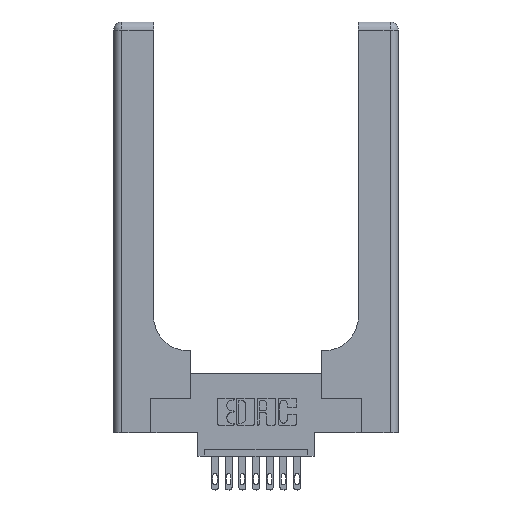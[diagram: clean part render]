
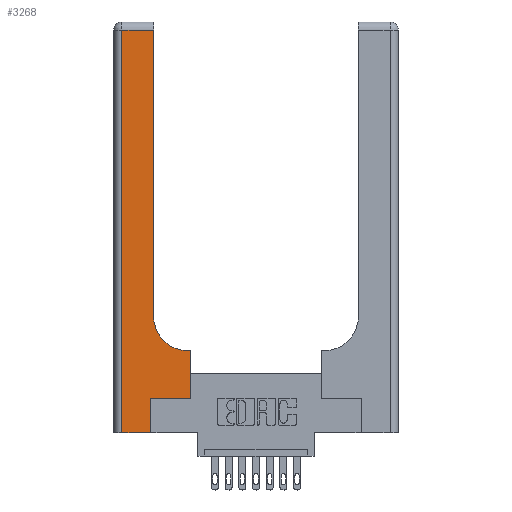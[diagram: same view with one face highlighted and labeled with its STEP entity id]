
A CAD part, top view. The second image highlights one B-rep face of the part: STEP entity #3268.
In plain terms, the highlighted planar face has unit normal (0, 0, 1).
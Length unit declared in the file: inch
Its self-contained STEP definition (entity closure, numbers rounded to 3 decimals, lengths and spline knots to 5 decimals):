
#86 = EDGE_CURVE ( 'NONE', #263, #11044, #2616, .T. ) ;
#130 = CARTESIAN_POINT ( 'NONE',  ( 0.2915, 2.94, 0.37 ) ) ;
#263 = VERTEX_POINT ( 'NONE', #8490 ) ;
#596 = CARTESIAN_POINT ( 'NONE',  ( 0.06, 3., 0.37 ) ) ;
#659 = CARTESIAN_POINT ( 'NONE',  ( 0.06, 2.94, 0.37 ) ) ;
#980 = AXIS2_PLACEMENT_3D ( 'NONE', #3712, #11866, #13029 ) ;
#1129 = VERTEX_POINT ( 'NONE', #9007 ) ;
#2078 = DIRECTION ( 'NONE',  ( 0., 1., 0. ) ) ;
#2616 = LINE ( 'NONE', #15076, #14219 ) ;
#2704 = VECTOR ( 'NONE', #11278, 39.37008 ) ;
#3089 = CARTESIAN_POINT ( 'NONE',  ( 0.269, 0.25, 0.37 ) ) ;
#3268 = ADVANCED_FACE ( 'NONE', ( #5822 ), #8514, .F. ) ;
#3533 = VECTOR ( 'NONE', #6059, 39.37008 ) ;
#3598 = LINE ( 'NONE', #5302, #2704 ) ;
#3712 = CARTESIAN_POINT ( 'NONE',  ( 0., 3., 0.37 ) ) ;
#4255 = LINE ( 'NONE', #6169, #3533 ) ;
#4466 = VECTOR ( 'NONE', #2078, 39.37008 ) ;
#4534 = DIRECTION ( 'NONE',  ( 0., 1., 0. ) ) ;
#5302 = CARTESIAN_POINT ( 'NONE',  ( 0., 0., 0.37 ) ) ;
#5539 = ORIENTED_EDGE ( 'NONE', *, *, #86, .T. ) ;
#5661 = CARTESIAN_POINT ( 'NONE',  ( 0.5585, 0.25, 0.37 ) ) ;
#5800 = CARTESIAN_POINT ( 'NONE',  ( 0., 2.94, 0.37 ) ) ;
#5822 = FACE_OUTER_BOUND ( 'NONE', #12316, .T. ) ;
#6023 = CARTESIAN_POINT ( 'NONE',  ( 0.5585, 0.25, 0.37 ) ) ;
#6059 = DIRECTION ( 'NONE',  ( 0., 1., 0. ) ) ;
#6086 = DIRECTION ( 'NONE',  ( 1., 0., 0. ) ) ;
#6169 = CARTESIAN_POINT ( 'NONE',  ( 0.2915, 3., 0.37 ) ) ;
#6245 = VERTEX_POINT ( 'NONE', #130 ) ;
#6482 = DIRECTION ( 'NONE',  ( 0., -1., 0. ) ) ;
#6631 = VERTEX_POINT ( 'NONE', #12212 ) ;
#6884 = ORIENTED_EDGE ( 'NONE', *, *, #12450, .T. ) ;
#7293 = VECTOR ( 'NONE', #10400, 39.37008 ) ;
#8490 = CARTESIAN_POINT ( 'NONE',  ( 0.269, 0., 0.37 ) ) ;
#8514 = PLANE ( 'NONE',  #980 ) ;
#8599 = AXIS2_PLACEMENT_3D ( 'NONE', #12134, #8632, #6086 ) ;
#8632 = DIRECTION ( 'NONE',  ( 0., 0., -1. ) ) ;
#9007 = CARTESIAN_POINT ( 'NONE',  ( 0.5415, 0.6, 0.37 ) ) ;
#9110 = CARTESIAN_POINT ( 'NONE',  ( 0.2915, 0.6, 0.37 ) ) ;
#9533 = EDGE_CURVE ( 'NONE', #1129, #10116, #14972, .T. ) ;
#9712 = VECTOR ( 'NONE', #13502, 39.37008 ) ;
#9903 = VERTEX_POINT ( 'NONE', #11569 ) ;
#9929 = EDGE_CURVE ( 'NONE', #6245, #12337, #14036, .T. ) ;
#10023 = ORIENTED_EDGE ( 'NONE', *, *, #12780, .T. ) ;
#10086 = ORIENTED_EDGE ( 'NONE', *, *, #9929, .T. ) ;
#10116 = VERTEX_POINT ( 'NONE', #13144 ) ;
#10400 = DIRECTION ( 'NONE',  ( -1., 0., 0. ) ) ;
#10445 = LINE ( 'NONE', #9110, #7293 ) ;
#11044 = VERTEX_POINT ( 'NONE', #15112 ) ;
#11136 = EDGE_CURVE ( 'NONE', #6631, #1129, #10445, .T. ) ;
#11278 = DIRECTION ( 'NONE',  ( 1., 0., 0. ) ) ;
#11569 = CARTESIAN_POINT ( 'NONE',  ( 0.06, 0., 0.37 ) ) ;
#11581 = EDGE_CURVE ( 'NONE', #9903, #263, #3598, .T. ) ;
#11608 = ORIENTED_EDGE ( 'NONE', *, *, #11581, .T. ) ;
#11779 = EDGE_CURVE ( 'NONE', #11044, #12640, #14283, .T. ) ;
#11866 = DIRECTION ( 'NONE',  ( 0., 0., -1. ) ) ;
#12134 = CARTESIAN_POINT ( 'NONE',  ( 0.5415, 0.85, 0.37 ) ) ;
#12212 = CARTESIAN_POINT ( 'NONE',  ( 0.5585, 0.6, 0.37 ) ) ;
#12241 = VECTOR ( 'NONE', #6482, 39.37008 ) ;
#12316 = EDGE_LOOP ( 'NONE', ( #14506, #10086, #10023, #11608, #5539, #12924, #6884, #13775, #15009 ) ) ;
#12337 = VERTEX_POINT ( 'NONE', #659 ) ;
#12418 = LINE ( 'NONE', #596, #12241 ) ;
#12450 = EDGE_CURVE ( 'NONE', #12640, #6631, #13544, .T. ) ;
#12640 = VERTEX_POINT ( 'NONE', #6023 ) ;
#12731 = DIRECTION ( 'NONE',  ( -1., 0., 0. ) ) ;
#12780 = EDGE_CURVE ( 'NONE', #12337, #9903, #12418, .T. ) ;
#12924 = ORIENTED_EDGE ( 'NONE', *, *, #11779, .T. ) ;
#13029 = DIRECTION ( 'NONE',  ( -1., 0., 0. ) ) ;
#13144 = CARTESIAN_POINT ( 'NONE',  ( 0.2915, 0.85, 0.37 ) ) ;
#13263 = EDGE_CURVE ( 'NONE', #10116, #6245, #4255, .T. ) ;
#13502 = DIRECTION ( 'NONE',  ( 1., 0., 0. ) ) ;
#13544 = LINE ( 'NONE', #5661, #4466 ) ;
#13775 = ORIENTED_EDGE ( 'NONE', *, *, #11136, .T. ) ;
#13870 = VECTOR ( 'NONE', #12731, 39.37008 ) ;
#14036 = LINE ( 'NONE', #5800, #13870 ) ;
#14219 = VECTOR ( 'NONE', #4534, 39.37008 ) ;
#14283 = LINE ( 'NONE', #3089, #9712 ) ;
#14506 = ORIENTED_EDGE ( 'NONE', *, *, #13263, .T. ) ;
#14972 = CIRCLE ( 'NONE', #8599, 0.25 ) ;
#15009 = ORIENTED_EDGE ( 'NONE', *, *, #9533, .T. ) ;
#15076 = CARTESIAN_POINT ( 'NONE',  ( 0.269, 0., 0.37 ) ) ;
#15112 = CARTESIAN_POINT ( 'NONE',  ( 0.269, 0.25, 0.37 ) ) ;
